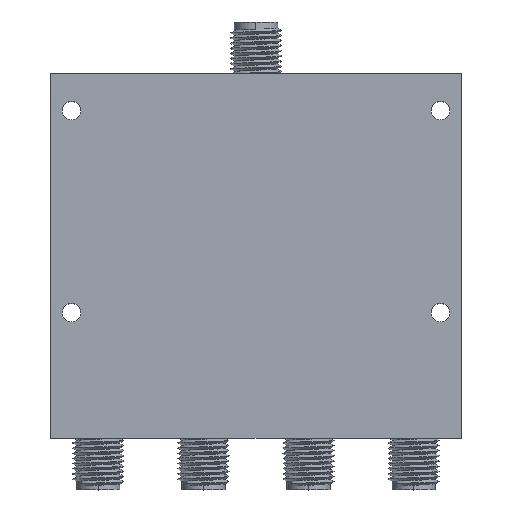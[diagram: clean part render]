
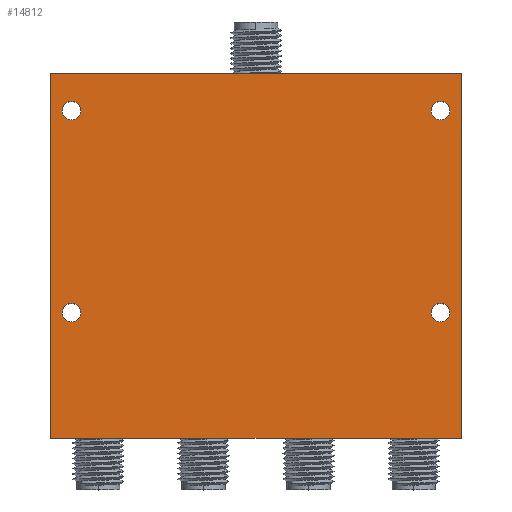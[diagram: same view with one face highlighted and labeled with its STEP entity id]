
A CAD part, top view. The second image highlights one B-rep face of the part: STEP entity #14812.
In plain terms, the highlighted planar face has unit normal (0, 0, 1).
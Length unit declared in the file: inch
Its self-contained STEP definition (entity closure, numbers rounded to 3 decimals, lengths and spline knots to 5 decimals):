
#51 = CARTESIAN_POINT ( 'NONE',  ( 1.845, 1.59, 0.39 ) ) ;
#352 = ORIENTED_EDGE ( 'NONE', *, *, #11662, .T. ) ;
#494 = VECTOR ( 'NONE', #3363, 39.37008 ) ;
#767 = ORIENTED_EDGE ( 'NONE', *, *, #18960, .F. ) ;
#946 = EDGE_CURVE ( 'NONE', #9203, #19532, #8628, .T. ) ;
#1193 = DIRECTION ( 'NONE',  ( -1., 0., 0. ) ) ;
#1290 = CARTESIAN_POINT ( 'NONE',  ( 0.145, 0.61, 0.39 ) ) ;
#1396 = CIRCLE ( 'NONE', #13296, 0.045 ) ;
#1755 = CARTESIAN_POINT ( 'NONE',  ( 0.055, 1.59, 0.39 ) ) ;
#1818 = CARTESIAN_POINT ( 'NONE',  ( 1.89, 1.59, 0.39 ) ) ;
#1926 = EDGE_CURVE ( 'NONE', #7662, #12733, #4918, .T. ) ;
#2303 = DIRECTION ( 'NONE',  ( 0., -1., 0. ) ) ;
#2703 = ORIENTED_EDGE ( 'NONE', *, *, #17602, .F. ) ;
#2818 = DIRECTION ( 'NONE',  ( 0., 0., 1. ) ) ;
#2820 = VECTOR ( 'NONE', #1193, 39.37008 ) ;
#3049 = LINE ( 'NONE', #17965, #2820 ) ;
#3070 = CIRCLE ( 'NONE', #4552, 0.045 ) ;
#3363 = DIRECTION ( 'NONE',  ( 0., 1., 0. ) ) ;
#3855 = AXIS2_PLACEMENT_3D ( 'NONE', #8872, #2818, #15019 ) ;
#4136 = PLANE ( 'NONE',  #5624 ) ;
#4308 = CARTESIAN_POINT ( 'NONE',  ( 1.935, 0.61, 0.39 ) ) ;
#4423 = DIRECTION ( 'NONE',  ( 0., 0., 1. ) ) ;
#4454 = CARTESIAN_POINT ( 'NONE',  ( 0., 1.77, 0.39 ) ) ;
#4482 = ORIENTED_EDGE ( 'NONE', *, *, #15678, .T. ) ;
#4552 = AXIS2_PLACEMENT_3D ( 'NONE', #11949, #12013, #14623 ) ;
#4619 = VERTEX_POINT ( 'NONE', #7243 ) ;
#4918 = CIRCLE ( 'NONE', #17939, 0.045 ) ;
#4931 = ORIENTED_EDGE ( 'NONE', *, *, #1926, .F. ) ;
#5624 = AXIS2_PLACEMENT_3D ( 'NONE', #13185, #10192, #10314 ) ;
#5644 = VERTEX_POINT ( 'NONE', #51 ) ;
#5742 = EDGE_CURVE ( 'NONE', #16277, #10351, #15345, .T. ) ;
#6104 = CARTESIAN_POINT ( 'NONE',  ( 1.89, 0.61, 0.39 ) ) ;
#6141 = CARTESIAN_POINT ( 'NONE',  ( 1.99, 0., 0.39 ) ) ;
#6152 = FACE_BOUND ( 'NONE', #11656, .T. ) ;
#6765 = DIRECTION ( 'NONE',  ( 1., 0., 0. ) ) ;
#7034 = CARTESIAN_POINT ( 'NONE',  ( 0.1, 0.61, 0.39 ) ) ;
#7051 = CIRCLE ( 'NONE', #3855, 0.045 ) ;
#7100 = FACE_OUTER_BOUND ( 'NONE', #19122, .T. ) ;
#7243 = CARTESIAN_POINT ( 'NONE',  ( 1.99, 1.77, 0.39 ) ) ;
#7473 = DIRECTION ( 'NONE',  ( 1., 0., 0. ) ) ;
#7662 = VERTEX_POINT ( 'NONE', #1290 ) ;
#7927 = EDGE_LOOP ( 'NONE', ( #16666, #15317 ) ) ;
#7981 = AXIS2_PLACEMENT_3D ( 'NONE', #1818, #18541, #9198 ) ;
#8570 = EDGE_CURVE ( 'NONE', #19532, #9203, #10017, .T. ) ;
#8628 = CIRCLE ( 'NONE', #19474, 0.045 ) ;
#8737 = ORIENTED_EDGE ( 'NONE', *, *, #18677, .F. ) ;
#8872 = CARTESIAN_POINT ( 'NONE',  ( 0.1, 1.59, 0.39 ) ) ;
#9198 = DIRECTION ( 'NONE',  ( 1., 0., 0. ) ) ;
#9203 = VERTEX_POINT ( 'NONE', #13679 ) ;
#9644 = CARTESIAN_POINT ( 'NONE',  ( 1.935, 1.59, 0.39 ) ) ;
#9876 = CARTESIAN_POINT ( 'NONE',  ( 0., 0., 0.39 ) ) ;
#9889 = DIRECTION ( 'NONE',  ( 0., 0., 1. ) ) ;
#9943 = EDGE_LOOP ( 'NONE', ( #11482, #2703 ) ) ;
#10017 = CIRCLE ( 'NONE', #15069, 0.045 ) ;
#10192 = DIRECTION ( 'NONE',  ( 0., 0., -1. ) ) ;
#10314 = DIRECTION ( 'NONE',  ( -1., 0., 0. ) ) ;
#10351 = VERTEX_POINT ( 'NONE', #6141 ) ;
#10397 = AXIS2_PLACEMENT_3D ( 'NONE', #17426, #9889, #16169 ) ;
#11142 = VERTEX_POINT ( 'NONE', #12958 ) ;
#11482 = ORIENTED_EDGE ( 'NONE', *, *, #13111, .F. ) ;
#11522 = CARTESIAN_POINT ( 'NONE',  ( 1.89, 1.59, 0.39 ) ) ;
#11552 = EDGE_LOOP ( 'NONE', ( #4931, #8737 ) ) ;
#11656 = EDGE_LOOP ( 'NONE', ( #19704, #767 ) ) ;
#11662 = EDGE_CURVE ( 'NONE', #10351, #4619, #16923, .T. ) ;
#11949 = CARTESIAN_POINT ( 'NONE',  ( 0.1, 1.59, 0.39 ) ) ;
#12013 = DIRECTION ( 'NONE',  ( 0., 0., 1. ) ) ;
#12381 = CARTESIAN_POINT ( 'NONE',  ( 0., 0., 0.39 ) ) ;
#12482 = CARTESIAN_POINT ( 'NONE',  ( 1.99, 0., 0.39 ) ) ;
#12733 = VERTEX_POINT ( 'NONE', #12937 ) ;
#12885 = EDGE_CURVE ( 'NONE', #16563, #16277, #18584, .T. ) ;
#12937 = CARTESIAN_POINT ( 'NONE',  ( 0.055, 0.61, 0.39 ) ) ;
#12958 = CARTESIAN_POINT ( 'NONE',  ( 0.145, 1.59, 0.39 ) ) ;
#13062 = DIRECTION ( 'NONE',  ( 0., 0., 1. ) ) ;
#13111 = EDGE_CURVE ( 'NONE', #11142, #17972, #3070, .T. ) ;
#13185 = CARTESIAN_POINT ( 'NONE',  ( 0., 0., 0.39 ) ) ;
#13296 = AXIS2_PLACEMENT_3D ( 'NONE', #11522, #13062, #17678 ) ;
#13457 = CIRCLE ( 'NONE', #10397, 0.045 ) ;
#13547 = CARTESIAN_POINT ( 'NONE',  ( 1.89, 0.61, 0.39 ) ) ;
#13679 = CARTESIAN_POINT ( 'NONE',  ( 1.845, 0.61, 0.39 ) ) ;
#13770 = DIRECTION ( 'NONE',  ( 1., 0., 0. ) ) ;
#14623 = DIRECTION ( 'NONE',  ( 1., 0., 0. ) ) ;
#14812 = ADVANCED_FACE ( 'NONE', ( #17853, #6152, #16180, #15236, #7100 ), #4136, .F. ) ;
#15019 = DIRECTION ( 'NONE',  ( 1., 0., 0. ) ) ;
#15069 = AXIS2_PLACEMENT_3D ( 'NONE', #6104, #18519, #16767 ) ;
#15179 = EDGE_CURVE ( 'NONE', #19166, #5644, #1396, .T. ) ;
#15236 = FACE_BOUND ( 'NONE', #11552, .T. ) ;
#15317 = ORIENTED_EDGE ( 'NONE', *, *, #946, .F. ) ;
#15345 = LINE ( 'NONE', #18311, #16295 ) ;
#15678 = EDGE_CURVE ( 'NONE', #4619, #16563, #3049, .T. ) ;
#16169 = DIRECTION ( 'NONE',  ( 1., 0., 0. ) ) ;
#16180 = FACE_BOUND ( 'NONE', #7927, .T. ) ;
#16277 = VERTEX_POINT ( 'NONE', #12381 ) ;
#16295 = VECTOR ( 'NONE', #13770, 39.37008 ) ;
#16563 = VERTEX_POINT ( 'NONE', #4454 ) ;
#16666 = ORIENTED_EDGE ( 'NONE', *, *, #8570, .F. ) ;
#16767 = DIRECTION ( 'NONE',  ( 1., 0., 0. ) ) ;
#16923 = LINE ( 'NONE', #12482, #494 ) ;
#17426 = CARTESIAN_POINT ( 'NONE',  ( 0.1, 0.61, 0.39 ) ) ;
#17602 = EDGE_CURVE ( 'NONE', #17972, #11142, #7051, .T. ) ;
#17678 = DIRECTION ( 'NONE',  ( 1., 0., 0. ) ) ;
#17714 = DIRECTION ( 'NONE',  ( 0., 0., 1. ) ) ;
#17853 = FACE_BOUND ( 'NONE', #9943, .T. ) ;
#17939 = AXIS2_PLACEMENT_3D ( 'NONE', #7034, #17714, #6765 ) ;
#17965 = CARTESIAN_POINT ( 'NONE',  ( 0., 1.77, 0.39 ) ) ;
#17972 = VERTEX_POINT ( 'NONE', #1755 ) ;
#18311 = CARTESIAN_POINT ( 'NONE',  ( 0., 0., 0.39 ) ) ;
#18519 = DIRECTION ( 'NONE',  ( 0., 0., 1. ) ) ;
#18541 = DIRECTION ( 'NONE',  ( 0., 0., 1. ) ) ;
#18584 = LINE ( 'NONE', #9876, #19550 ) ;
#18677 = EDGE_CURVE ( 'NONE', #12733, #7662, #13457, .T. ) ;
#18960 = EDGE_CURVE ( 'NONE', #5644, #19166, #18968, .T. ) ;
#18968 = CIRCLE ( 'NONE', #7981, 0.045 ) ;
#19035 = ORIENTED_EDGE ( 'NONE', *, *, #5742, .T. ) ;
#19122 = EDGE_LOOP ( 'NONE', ( #19258, #19035, #352, #4482 ) ) ;
#19166 = VERTEX_POINT ( 'NONE', #9644 ) ;
#19258 = ORIENTED_EDGE ( 'NONE', *, *, #12885, .T. ) ;
#19474 = AXIS2_PLACEMENT_3D ( 'NONE', #13547, #4423, #7473 ) ;
#19532 = VERTEX_POINT ( 'NONE', #4308 ) ;
#19550 = VECTOR ( 'NONE', #2303, 39.37008 ) ;
#19704 = ORIENTED_EDGE ( 'NONE', *, *, #15179, .F. ) ;
